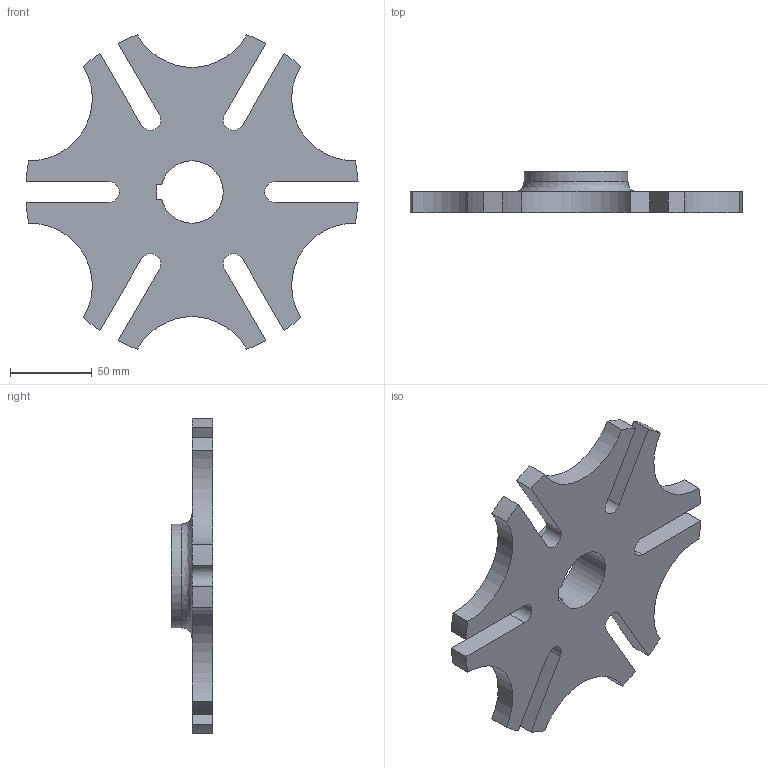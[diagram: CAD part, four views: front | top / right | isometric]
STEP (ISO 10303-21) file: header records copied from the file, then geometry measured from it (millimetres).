
FILE_DESCRIPTION(/* description */ (''),/* implementation_level */ '2;1');
FILE_NAME(/* name */ 'Pieza4-Tarea1.stp',/* time_stamp */ '2024-02-21T19:25:48-06:00',/* author */ ('Diegolap'),/* organization */ (''),/* preprocessor_version */ 'ST-DEVELOPER v19.2',/* originating_system */ 'Autodesk Inventor 2024',/* authorisation */ '');
FILE_SCHEMA (('AUTOMOTIVE_DESIGN { 1 0 10303 214 3 1 1 }'));
Length unit declared in the file: inch
Products named in the file (1): Pieza4-Tarea1
Bounding box: 202.8 x 25.4 x 191.91 mm (x, y, z)
Volume: 279198.8 mm3; surface area: 62393.7 mm2
Topology: 1 solids, 1 shells, 45 faces, 126 edges, 85 vertices
Faces by surface type: cylinder 26, plane 18, bspline 1
Full cylindrical faces by diameter (mm): 63.5 x1
Entity records: 1737 total; most frequent: CARTESIAN_POINT 465, DIRECTION 269, ORIENTED_EDGE 252, EDGE_CURVE 126, AXIS2_PLACEMENT_3D 99, VERTEX_POINT 84, LINE 71, VECTOR 71
